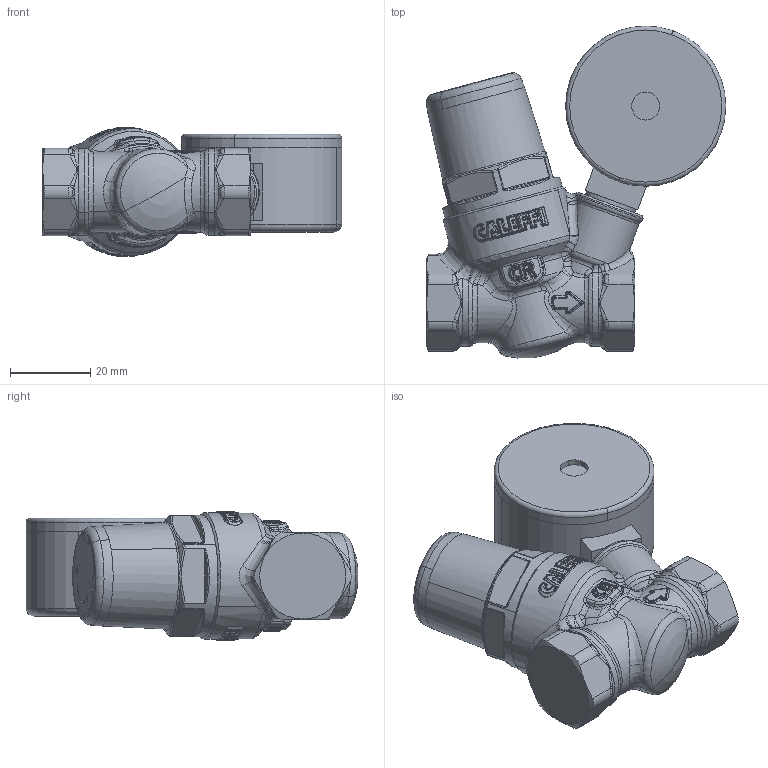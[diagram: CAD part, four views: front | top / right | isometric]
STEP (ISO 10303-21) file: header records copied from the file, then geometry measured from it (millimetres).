
FILE_DESCRIPTION(('CATIA V5 STEP Exchange'),'2;1');
FILE_NAME('STEP_533230H_-_TST.stp','2018-12-11T10:44:40+00:00',('none'),('none'),'CATIA Version 5-6 Release 2016 SP4','CATIA V5 STEP AP203','none');
FILE_SCHEMA(('CONFIG_CONTROL_DESIGN'));
Products named in the file (1): 533230H - TST
Bounding box: 74.83 x 82.91 x 32.2 mm (x, y, z)
Volume: 83545.4 mm3; surface area: 17003.5 mm2
Topology: 1 solids, 1 shells, 1772 faces, 4188 edges, 2254 vertices
Faces by surface type: bspline 1109, cylinder 242, sphere 152, plane 136, torus 75, cone 56, revolution 2
Entity records: 103889 total; most frequent: CARTESIAN_POINT 74784, ORIENTED_EDGE 8004, EDGE_CURVE 4002, B_SPLINE_CURVE_WITH_KNOTS 2935, VERTEX_POINT 2254, DIRECTION 2161, EDGE_LOOP 1794, ADVANCED_FACE 1772
